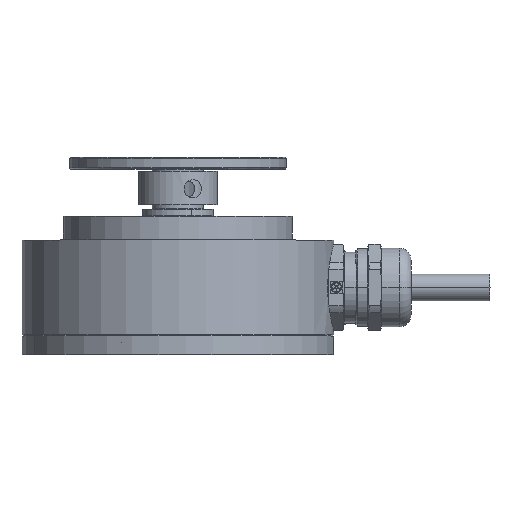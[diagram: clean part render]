
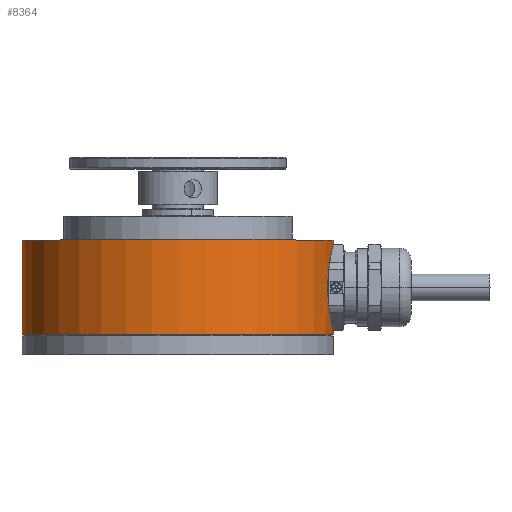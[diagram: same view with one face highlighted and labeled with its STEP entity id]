
A CAD part, top view. The second image highlights one B-rep face of the part: STEP entity #8364.
In plain terms, the highlighted cylindrical face has radius 39.5 mm (diameter 79 mm), a partial arc.
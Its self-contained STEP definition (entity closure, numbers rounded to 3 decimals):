
#874 = EDGE_LOOP ( 'NONE', ( #2047, #2045, #2046, #1737, #1739, #1736 ) ) ;
#1736 = ORIENTED_EDGE ( 'NONE', *, *, #13954, .F. ) ;
#1737 = ORIENTED_EDGE ( 'NONE', *, *, #8116, .T. ) ;
#1739 = ORIENTED_EDGE ( 'NONE', *, *, #8117, .T. ) ;
#2045 = ORIENTED_EDGE ( 'NONE', *, *, #8120, .T. ) ;
#2046 = ORIENTED_EDGE ( 'NONE', *, *, #8109, .T. ) ;
#2047 = ORIENTED_EDGE ( 'NONE', *, *, #8068, .T. ) ;
#2705 = B_SPLINE_CURVE_WITH_KNOTS ( 'NONE', 3,
 ( #9095, #9094, #9097, #9098, #9099, #9100, #9101, #9102, #9103, #9104, #9105, #9106, #9107, #9108, #9109, #9110, #9111, #9112, #9113, #9114, #9115, #9116, #9117, #9118, #9119, #9120, #9121, #9122, #9123, #9124, #9125, #9126, #9127, #9128, #9129, #9130, #9131, #9132, #9133, #9134, #9135, #9136, #9137, #9138, #9139, #9140, #9141, #9142, #9143, #9144 ),
 .UNSPECIFIED., .F., .F.,
 ( 4, 2, 2, 2, 2, 2, 2, 2, 2, 2, 2, 2, 2, 2, 2, 2, 2, 2, 2, 2, 2, 2, 2, 2, 4 ),
 ( 0.013, 0.015, 0.016, 0.018, 0.019, 0.02, 0.022, 0.023, 0.024, 0.026, 0.027, 0.029, 0.03, 0.031, 0.033, 0.035, 0.038, 0.039, 0.04, 0.042, 0.043, 0.044, 0.046, 0.047, 0.049 ),
 .UNSPECIFIED. ) ;
#4137 = CARTESIAN_POINT ( 'NONE',  ( 1.534, -14.055, 3.07 ) ) ;
#4138 = DIRECTION ( 'NONE',  ( 0., 1., 0. ) ) ;
#4139 = DIRECTION ( 'NONE',  ( -1., 0., 0.01 ) ) ;
#4439 = VERTEX_POINT ( 'NONE', #7856 ) ;
#4440 = VERTEX_POINT ( 'NONE', #7848 ) ;
#4510 = VERTEX_POINT ( 'NONE', #7916 ) ;
#4525 = VERTEX_POINT ( 'NONE', #7931 ) ;
#4527 = VERTEX_POINT ( 'NONE', #7933 ) ;
#4528 = VERTEX_POINT ( 'NONE', #7934 ) ;
#4708 = AXIS2_PLACEMENT_3D ( 'NONE', #4137, #4138, #4139 ) ;
#4711 = CIRCLE ( 'NONE', #4708, 39.5 ) ;
#7848 = CARTESIAN_POINT ( 'NONE',  ( 41.032, 9.145, 2.679 ) ) ;
#7856 = CARTESIAN_POINT ( 'NONE',  ( 41.032, -14.055, 2.679 ) ) ;
#7916 = CARTESIAN_POINT ( 'NONE',  ( -37.964, -14.055, 3.461 ) ) ;
#7931 = CARTESIAN_POINT ( 'NONE',  ( 41.032, -13.255, 2.679 ) ) ;
#7933 = CARTESIAN_POINT ( 'NONE',  ( 41.032, 9.945, 2.679 ) ) ;
#7934 = CARTESIAN_POINT ( 'NONE',  ( -37.964, 9.945, 3.461 ) ) ;
#8068 = EDGE_CURVE ( 'NONE', #4510, #4439, #4711, .T. ) ;
#8109 = EDGE_CURVE ( 'NONE', #4525, #4440, #2705, .T. ) ;
#8116 = EDGE_CURVE ( 'NONE', #4440, #4527, #9182, .T. ) ;
#8117 = EDGE_CURVE ( 'NONE', #4527, #4528, #13548, .T. ) ;
#8120 = EDGE_CURVE ( 'NONE', #4439, #4525, #9189, .T. ) ;
#8364 = ADVANCED_FACE ( 'NONE', ( #10327 ), #10326, .T. ) ;
#9094 = CARTESIAN_POINT ( 'NONE',  ( 41.036, -13.255, 3.045 ) ) ;
#9095 = CARTESIAN_POINT ( 'NONE',  ( 41.032, -13.255, 2.679 ) ) ;
#9097 = CARTESIAN_POINT ( 'NONE',  ( 41.034, -13.237, 3.412 ) ) ;
#9098 = CARTESIAN_POINT ( 'NONE',  ( 41.021, -13.165, 4.146 ) ) ;
#9099 = CARTESIAN_POINT ( 'NONE',  ( 41.009, -13.11, 4.515 ) ) ;
#9100 = CARTESIAN_POINT ( 'NONE',  ( 40.96, -12.892, 5.601 ) ) ;
#9101 = CARTESIAN_POINT ( 'NONE',  ( 40.908, -12.679, 6.301 ) ) ;
#9102 = CARTESIAN_POINT ( 'NONE',  ( 40.807, -12.258, 7.316 ) ) ;
#9103 = CARTESIAN_POINT ( 'NONE',  ( 40.769, -12.1, 7.649 ) ) ;
#9104 = CARTESIAN_POINT ( 'NONE',  ( 40.688, -11.751, 8.3 ) ) ;
#9105 = CARTESIAN_POINT ( 'NONE',  ( 40.644, -11.563, 8.614 ) ) ;
#9106 = CARTESIAN_POINT ( 'NONE',  ( 40.508, -10.955, 9.522 ) ) ;
#9107 = CARTESIAN_POINT ( 'NONE',  ( 40.41, -10.494, 10.085 ) ) ;
#9108 = CARTESIAN_POINT ( 'NONE',  ( 40.258, -9.716, 10.865 ) ) ;
#9109 = CARTESIAN_POINT ( 'NONE',  ( 40.207, -9.443, 11.113 ) ) ;
#9110 = CARTESIAN_POINT ( 'NONE',  ( 40.108, -8.88, 11.576 ) ) ;
#9111 = CARTESIAN_POINT ( 'NONE',  ( 40.059, -8.589, 11.793 ) ) ;
#9112 = CARTESIAN_POINT ( 'NONE',  ( 39.966, -7.985, 12.198 ) ) ;
#9113 = CARTESIAN_POINT ( 'NONE',  ( 39.92, -7.673, 12.386 ) ) ;
#9114 = CARTESIAN_POINT ( 'NONE',  ( 39.834, -7.029, 12.733 ) ) ;
#9115 = CARTESIAN_POINT ( 'NONE',  ( 39.794, -6.695, 12.892 ) ) ;
#9116 = CARTESIAN_POINT ( 'NONE',  ( 39.683, -5.671, 13.319 ) ) ;
#9117 = CARTESIAN_POINT ( 'NONE',  ( 39.623, -4.967, 13.533 ) ) ;
#9118 = CARTESIAN_POINT ( 'NONE',  ( 39.563, -3.89, 13.749 ) ) ;
#9119 = CARTESIAN_POINT ( 'NONE',  ( 39.548, -3.527, 13.803 ) ) ;
#9120 = CARTESIAN_POINT ( 'NONE',  ( 39.527, -2.793, 13.876 ) ) ;
#9121 = CARTESIAN_POINT ( 'NONE',  ( 39.522, -2.42, 13.895 ) ) ;
#9122 = CARTESIAN_POINT ( 'NONE',  ( 39.522, -1.312, 13.894 ) ) ;
#9123 = CARTESIAN_POINT ( 'NONE',  ( 39.543, -0.583, 13.821 ) ) ;
#9124 = CARTESIAN_POINT ( 'NONE',  ( 39.624, 0.858, 13.533 ) ) ;
#9125 = CARTESIAN_POINT ( 'NONE',  ( 39.684, 1.574, 13.314 ) ) ;
#9126 = CARTESIAN_POINT ( 'NONE',  ( 39.832, 2.935, 12.745 ) ) ;
#9127 = CARTESIAN_POINT ( 'NONE',  ( 39.919, 3.576, 12.399 ) ) ;
#9128 = CARTESIAN_POINT ( 'NONE',  ( 40.06, 4.482, 11.791 ) ) ;
#9129 = CARTESIAN_POINT ( 'NONE',  ( 40.109, 4.775, 11.573 ) ) ;
#9130 = CARTESIAN_POINT ( 'NONE',  ( 40.209, 5.341, 11.106 ) ) ;
#9131 = CARTESIAN_POINT ( 'NONE',  ( 40.26, 5.614, 10.858 ) ) ;
#9132 = CARTESIAN_POINT ( 'NONE',  ( 40.41, 6.386, 10.083 ) ) ;
#9133 = CARTESIAN_POINT ( 'NONE',  ( 40.509, 6.847, 9.521 ) ) ;
#9134 = CARTESIAN_POINT ( 'NONE',  ( 40.645, 7.456, 8.609 ) ) ;
#9135 = CARTESIAN_POINT ( 'NONE',  ( 40.689, 7.646, 8.292 ) ) ;
#9136 = CARTESIAN_POINT ( 'NONE',  ( 40.77, 7.993, 7.643 ) ) ;
#9137 = CARTESIAN_POINT ( 'NONE',  ( 40.807, 8.149, 7.312 ) ) ;
#9138 = CARTESIAN_POINT ( 'NONE',  ( 40.908, 8.569, 6.3 ) ) ;
#9139 = CARTESIAN_POINT ( 'NONE',  ( 40.96, 8.783, 5.601 ) ) ;
#9140 = CARTESIAN_POINT ( 'NONE',  ( 41.009, 9., 4.511 ) ) ;
#9141 = CARTESIAN_POINT ( 'NONE',  ( 41.021, 9.055, 4.144 ) ) ;
#9142 = CARTESIAN_POINT ( 'NONE',  ( 41.034, 9.127, 3.412 ) ) ;
#9143 = CARTESIAN_POINT ( 'NONE',  ( 41.036, 9.145, 3.045 ) ) ;
#9144 = CARTESIAN_POINT ( 'NONE',  ( 41.032, 9.145, 2.679 ) ) ;
#9171 = CARTESIAN_POINT ( 'NONE',  ( 41.032, -14.055, 2.679 ) ) ;
#9182 = LINE ( 'NONE', #9171, #13442 ) ;
#9188 = DIRECTION ( 'NONE',  ( 0., 1., 0. ) ) ;
#9189 = LINE ( 'NONE', #9190, #13507 ) ;
#9190 = CARTESIAN_POINT ( 'NONE',  ( 41.032, -14.055, 2.679 ) ) ;
#9191 = CARTESIAN_POINT ( 'NONE',  ( 1.534, 9.945, 3.07 ) ) ;
#9192 = DIRECTION ( 'NONE',  ( 0., -1., 0. ) ) ;
#9193 = DIRECTION ( 'NONE',  ( -1., 0., 0.01 ) ) ;
#9200 = DIRECTION ( 'NONE',  ( 0., 1., 0. ) ) ;
#10326 = CYLINDRICAL_SURFACE ( 'NONE', #14154, 39.5 ) ;
#10327 = FACE_OUTER_BOUND ( 'NONE', #874, .T. ) ;
#10328 = CARTESIAN_POINT ( 'NONE',  ( 1.534, -14.055, 3.07 ) ) ;
#10338 = DIRECTION ( 'NONE',  ( 0., 1., 0. ) ) ;
#10339 = DIRECTION ( 'NONE',  ( -1., 0., 0.01 ) ) ;
#11463 = VECTOR ( 'NONE', #12626, 1000. ) ;
#12616 = LINE ( 'NONE', #12617, #11463 ) ;
#12617 = CARTESIAN_POINT ( 'NONE',  ( -37.964, -14.055, 3.461 ) ) ;
#12626 = DIRECTION ( 'NONE',  ( 0., 1., 0. ) ) ;
#13442 = VECTOR ( 'NONE', #9188, 1000. ) ;
#13477 = AXIS2_PLACEMENT_3D ( 'NONE', #9191, #9192, #9193 ) ;
#13507 = VECTOR ( 'NONE', #9200, 1000. ) ;
#13548 = CIRCLE ( 'NONE', #13477, 39.5 ) ;
#13954 = EDGE_CURVE ( 'NONE', #4510, #4528, #12616, .T. ) ;
#14154 = AXIS2_PLACEMENT_3D ( 'NONE', #10328, #10338, #10339 ) ;
